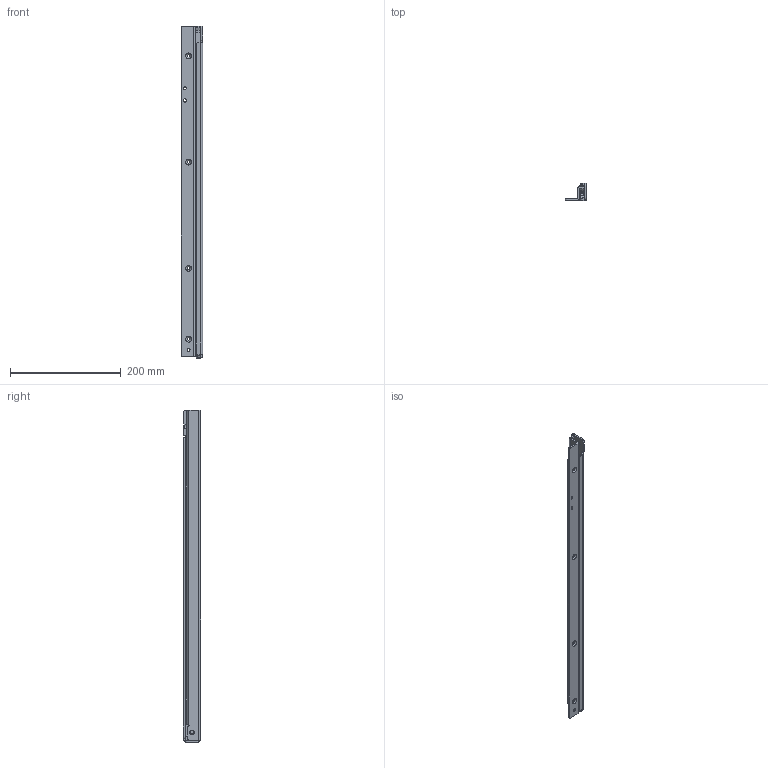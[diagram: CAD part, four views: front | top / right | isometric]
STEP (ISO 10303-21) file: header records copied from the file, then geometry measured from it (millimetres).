
FILE_DESCRIPTION (( 'STEP AP214' ), '1' );
FILE_NAME ('FR_206.0600mm_24inch_ECD_closed_right.STEP', '2022-11-15T12:39:12', ( '' ), ( '' ), 'SwSTEP 2.0', 'SolidWorks 2020', '' );
FILE_SCHEMA (( 'AUTOMOTIVE_DESIGN' ));
Length unit declared in the file: millimetre
Products named in the file (6): 206.XXX-03.S180.re_600mm; 206.XXX-01.A014.re_600mm; 206.XXX-03.L529.re_NL 600 Var. 2; FR_206.0600mm_24inch_ECD_closed_right; 206.XXX-01.L529.re_NL 600 Var. 2; AG-041
Assembly tree (5 placements, depth 3):
  FR_206.0600mm_24inch_ECD_closed_right
    206.XXX-01.L529.re_NL 600 Var. 2
      206.XXX-01.A014.re_600mm
      AG-041
    206.XXX-03.L529.re_NL 600 Var. 2
      206.XXX-03.S180.re_600mm
Bounding box: 38.5 x 30.84 x 600 mm (x, y, z)
Volume: 177270 mm3; surface area: 127441.1 mm2
Topology: 3 solids, 3 shells, 369 faces, 940 edges, 577 vertices
Faces by surface type: cylinder 148, plane 137, torus 29, bspline 27, cone 22, sphere 6
Entity records: 12966 total; most frequent: CARTESIAN_POINT 3880, DIRECTION 1888, ORIENTED_EDGE 1872, EDGE_CURVE 936, AXIS2_PLACEMENT_3D 712, VERTEX_POINT 577, VECTOR 464, LINE 464
